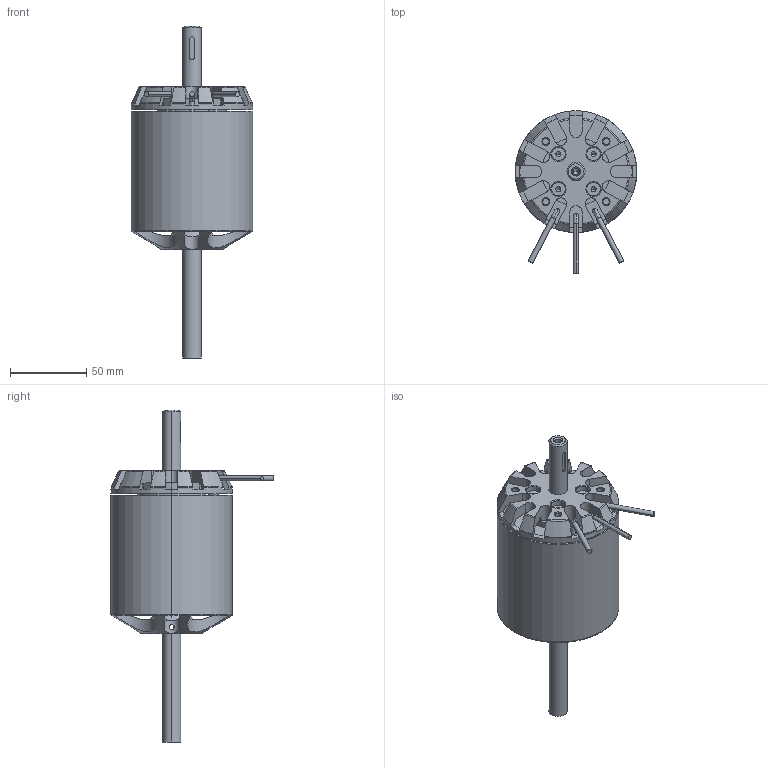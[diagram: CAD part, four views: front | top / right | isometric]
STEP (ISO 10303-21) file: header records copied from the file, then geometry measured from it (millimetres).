
FILE_DESCRIPTION (( 'STEP AP203' ), '1' );
FILE_NAME ('C80100 50kv.STEP', '2016-10-03T07:02:29', ( '' ), ( '' ), 'SwSTEP 2.0', 'SolidWorks 2015', '' );
FILE_SCHEMA (( 'CONFIG_CONTROL_DESIGN' ));
Length unit declared in the file: millimetre
Products named in the file (1): C80100 50kv
Bounding box: 80 x 106.82 x 218.4 mm (x, y, z)
Volume: 452866.9 mm3; surface area: 58976.5 mm2
Topology: 1 solids, 1 shells, 288 faces, 841 edges, 527 vertices
Faces by surface type: cylinder 95, plane 89, cone 66, torus 38
Entity records: 10863 total; most frequent: CARTESIAN_POINT 3142, ORIENTED_EDGE 1658, DIRECTION 1618, EDGE_CURVE 829, AXIS2_PLACEMENT_3D 675, VERTEX_POINT 527, CIRCLE 386, EDGE_LOOP 330
